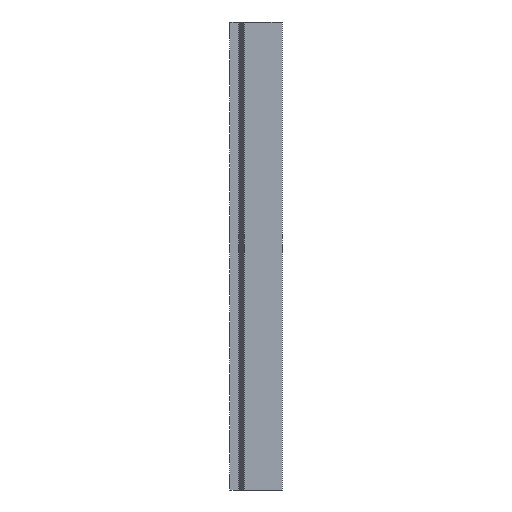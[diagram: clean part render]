
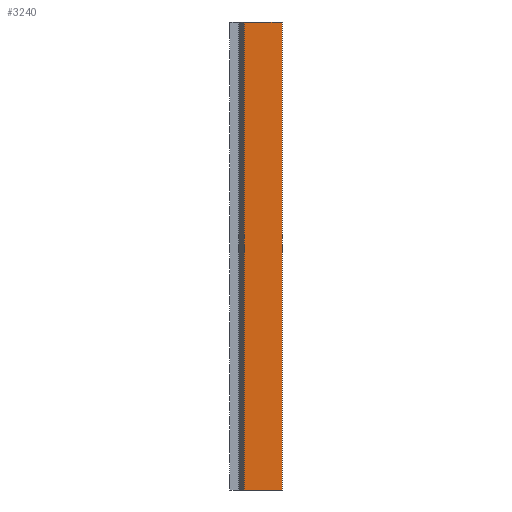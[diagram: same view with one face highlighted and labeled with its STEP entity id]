
A CAD part, left-side view. The second image highlights one B-rep face of the part: STEP entity #3240.
In plain terms, the highlighted planar face has unit normal (-1, 0, 0).
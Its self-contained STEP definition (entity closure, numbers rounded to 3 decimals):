
#292 = ORIENTED_EDGE ( 'NONE', *, *, #5903, .F. ) ;
#378 = CARTESIAN_POINT ( 'NONE',  ( -37.5, 20.158, 0. ) ) ;
#554 = DIRECTION ( 'NONE',  ( 0., -1., 0. ) ) ;
#677 = ORIENTED_EDGE ( 'NONE', *, *, #2421, .T. ) ;
#732 = ORIENTED_EDGE ( 'NONE', *, *, #9548, .T. ) ;
#947 = VECTOR ( 'NONE', #2947, 1000. ) ;
#1016 = CARTESIAN_POINT ( 'NONE',  ( -37.5, 20.158, 250. ) ) ;
#1129 = DIRECTION ( 'NONE',  ( 0., 1., 0. ) ) ;
#1439 = CARTESIAN_POINT ( 'NONE',  ( -37.5, 0., 250. ) ) ;
#1938 = EDGE_CURVE ( 'NONE', #9062, #2839, #6174, .T. ) ;
#2217 = LINE ( 'NONE', #3090, #5524 ) ;
#2421 = EDGE_CURVE ( 'NONE', #6010, #2820, #5851, .T. ) ;
#2820 = VERTEX_POINT ( 'NONE', #6187 ) ;
#2839 = VERTEX_POINT ( 'NONE', #1439 ) ;
#2947 = DIRECTION ( 'NONE',  ( 0., 0., -1. ) ) ;
#3090 = CARTESIAN_POINT ( 'NONE',  ( -37.5, 20.158, 250. ) ) ;
#3240 = ADVANCED_FACE ( 'NONE', ( #3445 ), #5816, .F. ) ;
#3445 = FACE_OUTER_BOUND ( 'NONE', #7792, .T. ) ;
#4475 = CARTESIAN_POINT ( 'NONE',  ( -37.5, 20.158, 250. ) ) ;
#4550 = CARTESIAN_POINT ( 'NONE',  ( -37.5, 0., 250. ) ) ;
#5231 = VECTOR ( 'NONE', #5904, 1000. ) ;
#5271 = CARTESIAN_POINT ( 'NONE',  ( -37.5, 20.158, 0. ) ) ;
#5524 = VECTOR ( 'NONE', #9232, 1000. ) ;
#5816 = PLANE ( 'NONE',  #6412 ) ;
#5851 = LINE ( 'NONE', #378, #5231 ) ;
#5903 = EDGE_CURVE ( 'NONE', #2839, #2820, #7015, .T. ) ;
#5904 = DIRECTION ( 'NONE',  ( 0., -1., 0. ) ) ;
#6010 = VERTEX_POINT ( 'NONE', #5271 ) ;
#6174 = LINE ( 'NONE', #4475, #10037 ) ;
#6187 = CARTESIAN_POINT ( 'NONE',  ( -37.5, 0., 0. ) ) ;
#6412 = AXIS2_PLACEMENT_3D ( 'NONE', #8086, #8973, #1129 ) ;
#7015 = LINE ( 'NONE', #4550, #947 ) ;
#7792 = EDGE_LOOP ( 'NONE', ( #677, #292, #7813, #732 ) ) ;
#7813 = ORIENTED_EDGE ( 'NONE', *, *, #1938, .F. ) ;
#8086 = CARTESIAN_POINT ( 'NONE',  ( -37.5, 20.158, 250. ) ) ;
#8973 = DIRECTION ( 'NONE',  ( 1., 0., 0. ) ) ;
#9062 = VERTEX_POINT ( 'NONE', #1016 ) ;
#9232 = DIRECTION ( 'NONE',  ( 0., 0., -1. ) ) ;
#9548 = EDGE_CURVE ( 'NONE', #9062, #6010, #2217, .T. ) ;
#10037 = VECTOR ( 'NONE', #554, 1000. ) ;
